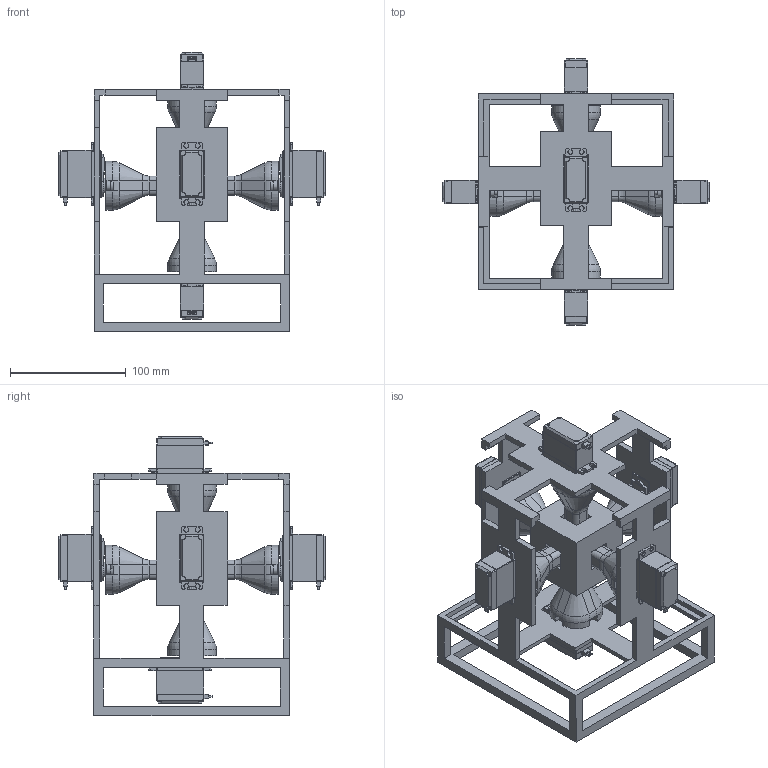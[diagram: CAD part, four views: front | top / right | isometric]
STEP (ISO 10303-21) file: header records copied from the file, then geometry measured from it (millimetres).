
FILE_DESCRIPTION(/* description */ ('STEP AP242','CAx-IF Rec.Pracs.---Representation and Presentation of Product Manufacturing Information (PMI)---4.0---2014-10-13','CAx-IF Rec.Pracs.---3D Tessellated Geometry---0.4---2014-09-14','2;1'),/* implementation_level */ '2;1');
FILE_NAME(/* name */ '68423b31926ac54e98ed0580',/* time_stamp */ '2025-06-06T00:49:53Z',/* author */ (''),/* organization */ (''),/* preprocessor_version */ 'ST-DEVELOPER v20',/* originating_system */ 'ONSHAPE BY PTC INC, 1.198',/* authorisation */ ' ');
FILE_SCHEMA (('AP242_MANAGED_MODEL_BASED_3D_ENGINEERING_MIM_LF { 1 0 10303 442 1 1 4 }'));
Length unit declared in the file: metre
Products named in the file (7): Main V0; Servo MG996R arm01; Servo MG996R; V0 Adapter; Servo MG996R Shaft; Frame V0; rubiks cube
Assembly tree (26 placements, depth 2):
  Main V0
    Servo MG996R arm01  x6
    Servo MG996R  x6
    V0 Adapter  x6
    Servo MG996R Shaft  x6
    Frame V0
    rubiks cube
Bounding box: 229.98 x 229.98 x 240.79 mm (x, y, z)
Volume: 840322.6 mm3; surface area: 266789.4 mm2
Topology: 26 solids, 26 shells, 2438 faces, 6342 edges, 4044 vertices
Faces by surface type: plane 1808, cylinder 534, cone 48, torus 48
Full cylindrical faces by diameter (mm): 1.3 x48, 1.5 x18, 2.5 x6, 3 x6, 5.5 x6, 6 x12, 6.8 x6, 8.8 x12, 10.6 x6, 13 x12
Entity records: 19023 total; most frequent: CARTESIAN_POINT 3122, ORIENTED_EDGE 3024, DIRECTION 2936, EDGE_CURVE 1512, LINE 1262, VECTOR 1262, VERTEX_POINT 991, AXIS2_PLACEMENT_3D 837
